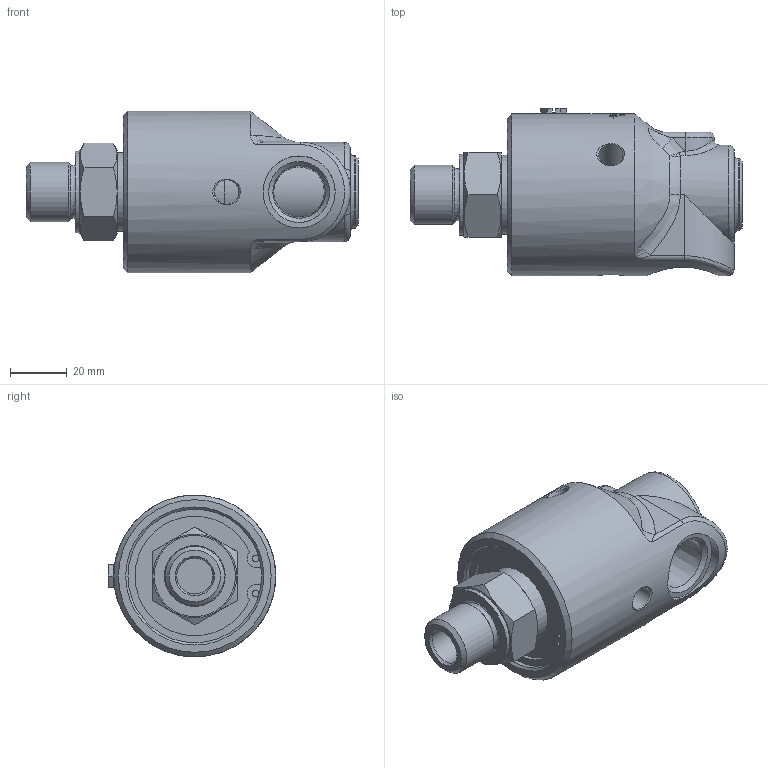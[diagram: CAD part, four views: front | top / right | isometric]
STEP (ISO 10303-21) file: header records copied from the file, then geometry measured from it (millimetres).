
FILE_DESCRIPTION(/* description */ (''),/* implementation_level */ '2;1');
FILE_NAME(/* name */ '157-060-151-IC.stp',/* time_stamp */ '2020-05-21T13:45:57-05:00',/* author */ ('GALINDOLM'),/* organization */ (''),/* preprocessor_version */ 'ST-DEVELOPER v18',/* originating_system */ 'Autodesk Inventor 2020',/* authorisation */ '');
FILE_SCHEMA (('AUTOMOTIVE_DESIGN { 1 0 10303 214 3 1 1 }'));
Products named in the file (1): 157-060-151-IC
Bounding box: 116.97 x 58.95 x 57 mm (x, y, z)
Volume: 169401.7 mm3; surface area: 26711.6 mm2
Topology: 1 solids, 1 shells, 402 faces, 1057 edges, 700 vertices
Faces by surface type: bspline 180, plane 132, cylinder 65, cone 19, torus 6
Full cylindrical faces by diameter (mm): 2.362 x2, 6.325 x1, 8.6 x3, 12.7 x1, 20.955 x1, 21.4 x1, 25.4 x2, 27.8 x1, 28.6 x1, 47.07 x1, 57 x1
Entity records: 47344 total; most frequent: CARTESIAN_POINT 38068, ORIENTED_EDGE 2106, DIRECTION 1495, EDGE_CURVE 1053, VERTEX_POINT 700, AXIS2_PLACEMENT_3D 542, EDGE_LOOP 449, LINE 411
